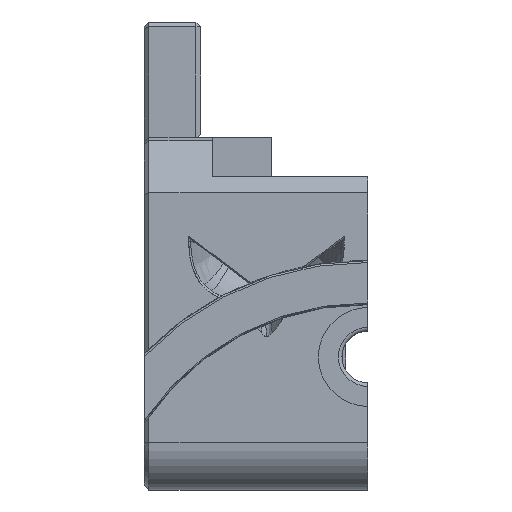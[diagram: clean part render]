
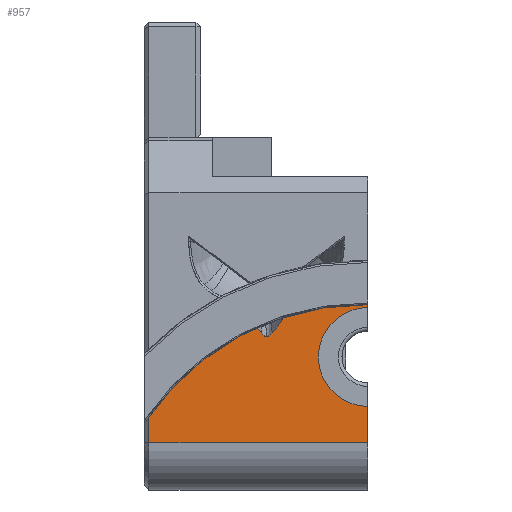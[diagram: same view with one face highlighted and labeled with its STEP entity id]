
A CAD part, left-side view. The second image highlights one B-rep face of the part: STEP entity #957.
In plain terms, the highlighted planar face has unit normal (-1, 0, 0).
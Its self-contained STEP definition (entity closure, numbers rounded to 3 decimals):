
#70 = VERTEX_POINT('',#71);
#71 = CARTESIAN_POINT('',(210.05,-145.165,26.936));
#77 = EDGE_CURVE('',#78,#70,#80,.T.);
#78 = VERTEX_POINT('',#79);
#79 = CARTESIAN_POINT('',(210.05,-145.165,25.35));
#80 = LINE('',#81,#82);
#81 = CARTESIAN_POINT('',(210.05,-145.165,21.15));
#82 = VECTOR('',#83,1.);
#83 = DIRECTION('',(0.,0.,1.));
#861 = EDGE_CURVE('',#70,#862,#864,.T.);
#862 = VERTEX_POINT('',#863);
#863 = CARTESIAN_POINT('',(210.05,-141.433,26.683));
#864 = CIRCLE('',#865,23.771);
#865 = AXIS2_PLACEMENT_3D('',#866,#867,#868);
#866 = CARTESIAN_POINT('',(210.05,-144.906,
    3.167));
#867 = DIRECTION('',(-1.,0.,0.));
#868 = DIRECTION('',(0.,0.977,0.214));
#888 = VERTEX_POINT('',#889);
#889 = CARTESIAN_POINT('',(210.05,-139.077,26.212));
#895 = EDGE_CURVE('',#888,#896,#898,.T.);
#896 = VERTEX_POINT('',#897);
#897 = CARTESIAN_POINT('',(210.05,-135.909,25.17));
#898 = CIRCLE('',#899,23.771);
#899 = AXIS2_PLACEMENT_3D('',#900,#901,#902);
#900 = CARTESIAN_POINT('',(210.05,-144.906,
    3.167));
#901 = DIRECTION('',(-1.,0.,0.));
#902 = DIRECTION('',(0.,0.977,0.214));
#922 = VERTEX_POINT('',#923);
#923 = CARTESIAN_POINT('',(210.05,-135.177,24.856));
#929 = EDGE_CURVE('',#922,#930,#932,.T.);
#930 = VERTEX_POINT('',#931);
#931 = CARTESIAN_POINT('',(210.05,-126.565,18.289));
#932 = CIRCLE('',#933,23.771);
#933 = AXIS2_PLACEMENT_3D('',#934,#935,#936);
#934 = CARTESIAN_POINT('',(210.05,-144.906,
    3.167));
#935 = DIRECTION('',(-1.,0.,0.));
#936 = DIRECTION('',(0.,0.977,0.214));
#957 = ADVANCED_FACE('',(#958),#1108,.T.);
#958 = FACE_BOUND('',#959,.T.);
#959 = EDGE_LOOP('',(#960,#961,#970,#979,#986,#987,#996,#1005,#1014,
    #1023,#1032,#1041,#1050,#1059,#1068,#1075,#1076,#1084,#1092,#1100,
    #1107));
#960 = ORIENTED_EDGE('',*,*,#861,.T.);
#961 = ORIENTED_EDGE('',*,*,#962,.T.);
#962 = EDGE_CURVE('',#862,#963,#965,.T.);
#963 = VERTEX_POINT('',#964);
#964 = CARTESIAN_POINT('',(210.05,-141.331,26.607));
#965 = ELLIPSE('',#966,3.659,3.211);
#966 = AXIS2_PLACEMENT_3D('',#967,#968,#969);
#967 = CARTESIAN_POINT('',(210.05,-139.606,29.344));
#968 = DIRECTION('',(1.,0.,0.));
#969 = DIRECTION('',(0.,-0.683,0.731));
#970 = ORIENTED_EDGE('',*,*,#971,.T.);
#971 = EDGE_CURVE('',#963,#972,#974,.T.);
#972 = VERTEX_POINT('',#973);
#973 = CARTESIAN_POINT('',(210.05,-140.11,26.079));
#974 = B_SPLINE_CURVE_WITH_KNOTS('',3,(#975,#976,#977,#978),
  .UNSPECIFIED.,.F.,.F.,(4,4),(0.,1.),.PIECEWISE_BEZIER_KNOTS.);
#975 = CARTESIAN_POINT('',(210.05,-141.331,26.607));
#976 = CARTESIAN_POINT('',(210.05,-140.968,26.348));
#977 = CARTESIAN_POINT('',(210.05,-140.533,26.153));
#978 = CARTESIAN_POINT('',(210.05,-140.11,26.079));
#979 = ORIENTED_EDGE('',*,*,#980,.T.);
#980 = EDGE_CURVE('',#972,#888,#981,.T.);
#981 = B_SPLINE_CURVE_WITH_KNOTS('',3,(#982,#983,#984,#985),
  .UNSPECIFIED.,.F.,.F.,(4,4),(0.,0.106),
  .PIECEWISE_BEZIER_KNOTS.);
#982 = CARTESIAN_POINT('',(210.05,-140.11,26.079));
#983 = CARTESIAN_POINT('',(210.05,-139.76,26.018));
#984 = CARTESIAN_POINT('',(210.05,-139.403,26.07));
#985 = CARTESIAN_POINT('',(210.05,-139.077,26.212));
#986 = ORIENTED_EDGE('',*,*,#895,.T.);
#987 = ORIENTED_EDGE('',*,*,#988,.T.);
#988 = EDGE_CURVE('',#896,#989,#991,.T.);
#989 = VERTEX_POINT('',#990);
#990 = CARTESIAN_POINT('',(210.05,-136.245,25.205));
#991 = B_SPLINE_CURVE_WITH_KNOTS('',3,(#992,#993,#994,#995),
  .UNSPECIFIED.,.F.,.F.,(4,4),(0.623,1.),
  .PIECEWISE_BEZIER_KNOTS.);
#992 = CARTESIAN_POINT('',(210.05,-135.909,25.17));
#993 = CARTESIAN_POINT('',(210.05,-136.014,25.184));
#994 = CARTESIAN_POINT('',(210.05,-136.124,25.194));
#995 = CARTESIAN_POINT('',(210.05,-136.245,25.205));
#996 = ORIENTED_EDGE('',*,*,#997,.T.);
#997 = EDGE_CURVE('',#989,#998,#1000,.T.);
#998 = VERTEX_POINT('',#999);
#999 = CARTESIAN_POINT('',(210.05,-137.485,25.102));
#1000 = B_SPLINE_CURVE_WITH_KNOTS('',3,(#1001,#1002,#1003,#1004),
  .UNSPECIFIED.,.F.,.F.,(4,4),(0.,1.),.PIECEWISE_BEZIER_KNOTS.);
#1001 = CARTESIAN_POINT('',(210.05,-136.245,25.205));
#1002 = CARTESIAN_POINT('',(210.05,-136.647,25.244));
#1003 = CARTESIAN_POINT('',(210.05,-137.097,25.218));
#1004 = CARTESIAN_POINT('',(210.05,-137.485,25.102));
#1005 = ORIENTED_EDGE('',*,*,#1006,.T.);
#1006 = EDGE_CURVE('',#998,#1007,#1009,.T.);
#1007 = VERTEX_POINT('',#1008);
#1008 = CARTESIAN_POINT('',(210.05,-137.959,24.787));
#1009 = B_SPLINE_CURVE_WITH_KNOTS('',3,(#1010,#1011,#1012,#1013),
  .UNSPECIFIED.,.F.,.F.,(4,4),(0.,0.058),
  .PIECEWISE_BEZIER_KNOTS.);
#1010 = CARTESIAN_POINT('',(210.05,-137.485,25.102));
#1011 = CARTESIAN_POINT('',(210.05,-137.661,25.05));
#1012 = CARTESIAN_POINT('',(210.05,-137.869,24.958));
#1013 = CARTESIAN_POINT('',(210.05,-137.959,24.787));
#1014 = ORIENTED_EDGE('',*,*,#1015,.T.);
#1015 = EDGE_CURVE('',#1007,#1016,#1018,.T.);
#1016 = VERTEX_POINT('',#1017);
#1017 = CARTESIAN_POINT('',(210.05,-137.864,24.241));
#1018 = B_SPLINE_CURVE_WITH_KNOTS('',3,(#1019,#1020,#1021,#1022),
  .UNSPECIFIED.,.F.,.F.,(4,4),(0.,1.),.PIECEWISE_BEZIER_KNOTS.);
#1019 = CARTESIAN_POINT('',(210.05,-137.959,24.787));
#1020 = CARTESIAN_POINT('',(210.05,-138.051,24.614));
#1021 = CARTESIAN_POINT('',(210.05,-137.956,24.395));
#1022 = CARTESIAN_POINT('',(210.05,-137.864,24.241));
#1023 = ORIENTED_EDGE('',*,*,#1024,.T.);
#1024 = EDGE_CURVE('',#1016,#1025,#1027,.T.);
#1025 = VERTEX_POINT('',#1026);
#1026 = CARTESIAN_POINT('',(210.05,-137.046,23.195));
#1027 = B_SPLINE_CURVE_WITH_KNOTS('',3,(#1028,#1029,#1030,#1031),
  .UNSPECIFIED.,.F.,.F.,(4,4),(0.,1.),.PIECEWISE_BEZIER_KNOTS.);
#1028 = CARTESIAN_POINT('',(210.05,-137.864,24.241));
#1029 = CARTESIAN_POINT('',(210.05,-137.637,23.862));
#1030 = CARTESIAN_POINT('',(210.05,-137.34,23.517));
#1031 = CARTESIAN_POINT('',(210.05,-137.046,23.195));
#1032 = ORIENTED_EDGE('',*,*,#1033,.T.);
#1033 = EDGE_CURVE('',#1025,#1034,#1036,.T.);
#1034 = VERTEX_POINT('',#1035);
#1035 = CARTESIAN_POINT('',(210.05,-136.562,22.872));
#1036 = B_SPLINE_CURVE_WITH_KNOTS('',3,(#1037,#1038,#1039,#1040),
  .UNSPECIFIED.,.F.,.F.,(4,4),(0.,1.),.PIECEWISE_BEZIER_KNOTS.);
#1037 = CARTESIAN_POINT('',(210.05,-137.046,23.195));
#1038 = CARTESIAN_POINT('',(210.05,-136.911,23.045));
#1039 = CARTESIAN_POINT('',(210.05,-136.724,22.87));
#1040 = CARTESIAN_POINT('',(210.05,-136.562,22.872));
#1041 = ORIENTED_EDGE('',*,*,#1042,.T.);
#1042 = EDGE_CURVE('',#1034,#1043,#1045,.T.);
#1043 = VERTEX_POINT('',#1044);
#1044 = CARTESIAN_POINT('',(210.05,-136.107,23.194));
#1045 = B_SPLINE_CURVE_WITH_KNOTS('',3,(#1046,#1047,#1048,#1049),
  .UNSPECIFIED.,.F.,.F.,(4,4),(0.,1.),.PIECEWISE_BEZIER_KNOTS.);
#1046 = CARTESIAN_POINT('',(210.05,-136.562,22.872));
#1047 = CARTESIAN_POINT('',(210.05,-136.393,22.872));
#1048 = CARTESIAN_POINT('',(210.05,-136.23,23.059));
#1049 = CARTESIAN_POINT('',(210.05,-136.107,23.194));
#1050 = ORIENTED_EDGE('',*,*,#1051,.T.);
#1051 = EDGE_CURVE('',#1043,#1052,#1054,.T.);
#1052 = VERTEX_POINT('',#1053);
#1053 = CARTESIAN_POINT('',(210.05,-135.274,24.217));
#1054 = B_SPLINE_CURVE_WITH_KNOTS('',3,(#1055,#1056,#1057,#1058),
  .UNSPECIFIED.,.F.,.F.,(4,4),(0.,1.),.PIECEWISE_BEZIER_KNOTS.);
#1055 = CARTESIAN_POINT('',(210.05,-136.107,23.194));
#1056 = CARTESIAN_POINT('',(210.05,-135.813,23.518));
#1057 = CARTESIAN_POINT('',(210.05,-135.473,23.909));
#1058 = CARTESIAN_POINT('',(210.05,-135.274,24.217));
#1059 = ORIENTED_EDGE('',*,*,#1060,.T.);
#1060 = EDGE_CURVE('',#1052,#1061,#1063,.T.);
#1061 = VERTEX_POINT('',#1062);
#1062 = CARTESIAN_POINT('',(210.05,-135.114,24.732));
#1063 = B_SPLINE_CURVE_WITH_KNOTS('',3,(#1064,#1065,#1066,#1067),
  .UNSPECIFIED.,.F.,.F.,(4,4),(0.,1.),.PIECEWISE_BEZIER_KNOTS.);
#1064 = CARTESIAN_POINT('',(210.05,-135.274,24.217));
#1065 = CARTESIAN_POINT('',(210.05,-135.182,24.365));
#1066 = CARTESIAN_POINT('',(210.05,-135.06,24.551));
#1067 = CARTESIAN_POINT('',(210.05,-135.114,24.732));
#1068 = ORIENTED_EDGE('',*,*,#1069,.T.);
#1069 = EDGE_CURVE('',#1061,#922,#1070,.T.);
#1070 = ELLIPSE('',#1071,1.337,0.68);
#1071 = AXIS2_PLACEMENT_3D('',#1072,#1073,#1074);
#1072 = CARTESIAN_POINT('',(210.05,-136.422,24.468));
#1073 = DIRECTION('',(1.,0.,-0.));
#1074 = DIRECTION('',(0.,0.986,0.168));
#1075 = ORIENTED_EDGE('',*,*,#929,.T.);
#1076 = ORIENTED_EDGE('',*,*,#1077,.F.);
#1077 = EDGE_CURVE('',#1078,#930,#1080,.T.);
#1078 = VERTEX_POINT('',#1079);
#1079 = CARTESIAN_POINT('',(210.05,-126.565,13.85));
#1080 = LINE('',#1081,#1082);
#1081 = CARTESIAN_POINT('',(210.05,-126.565,13.85));
#1082 = VECTOR('',#1083,1.);
#1083 = DIRECTION('',(0.,0.,1.));
#1084 = ORIENTED_EDGE('',*,*,#1085,.T.);
#1085 = EDGE_CURVE('',#1078,#1086,#1088,.T.);
#1086 = VERTEX_POINT('',#1087);
#1087 = CARTESIAN_POINT('',(210.05,-145.165,13.85));
#1088 = LINE('',#1089,#1090);
#1089 = CARTESIAN_POINT('',(210.05,-126.565,13.85));
#1090 = VECTOR('',#1091,1.);
#1091 = DIRECTION('',(0.,-1.,0.));
#1092 = ORIENTED_EDGE('',*,*,#1093,.T.);
#1093 = EDGE_CURVE('',#1086,#1094,#1096,.T.);
#1094 = VERTEX_POINT('',#1095);
#1095 = CARTESIAN_POINT('',(210.05,-145.165,16.95));
#1096 = LINE('',#1097,#1098);
#1097 = CARTESIAN_POINT('',(210.05,-145.165,13.85));
#1098 = VECTOR('',#1099,1.);
#1099 = DIRECTION('',(0.,0.,1.));
#1100 = ORIENTED_EDGE('',*,*,#1101,.T.);
#1101 = EDGE_CURVE('',#1094,#78,#1102,.T.);
#1102 = CIRCLE('',#1103,4.2);
#1103 = AXIS2_PLACEMENT_3D('',#1104,#1105,#1106);
#1104 = CARTESIAN_POINT('',(210.05,-145.165,21.15));
#1105 = DIRECTION('',(1.,0.,0.));
#1106 = DIRECTION('',(0.,-1.,0.));
#1107 = ORIENTED_EDGE('',*,*,#77,.T.);
#1108 = PLANE('',#1109);
#1109 = AXIS2_PLACEMENT_3D('',#1110,#1111,#1112);
#1110 = CARTESIAN_POINT('',(210.05,-126.165,21.15));
#1111 = DIRECTION('',(-1.,0.,0.));
#1112 = DIRECTION('',(-0.,-1.,-0.));
